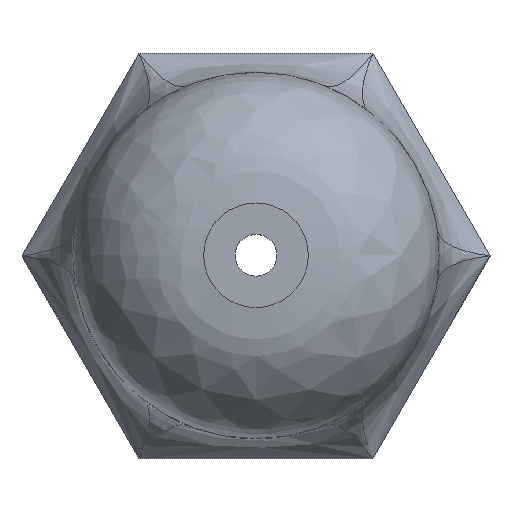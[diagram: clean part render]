
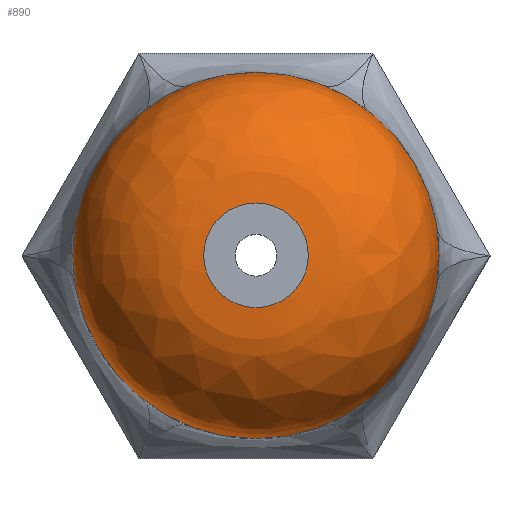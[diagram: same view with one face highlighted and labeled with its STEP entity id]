
A CAD part, top view. The second image highlights one B-rep face of the part: STEP entity #890.
In plain terms, the highlighted free-form (B-spline) face has degree [2, 2] with [3, 9] control points.
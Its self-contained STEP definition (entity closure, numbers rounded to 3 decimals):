
#15=(
BOUNDED_SURFACE()
B_SPLINE_SURFACE(2,2,((#3396,#3397,#3398,#3399,#3400,#3401,#3402,#3403,
#3404),(#3405,#3406,#3407,#3408,#3409,#3410,#3411,#3412,#3413),(#3414,#3415,
#3416,#3417,#3418,#3419,#3420,#3421,#3422)),.UNSPECIFIED.,.F.,.T.,.F.)
B_SPLINE_SURFACE_WITH_KNOTS((3,3),(3,2,2,2,3),(0.,1.571),(-3.142,
-1.571,0.,1.571,3.142),.UNSPECIFIED.)
GEOMETRIC_REPRESENTATION_ITEM()
RATIONAL_B_SPLINE_SURFACE(((1.,0.707,1.,0.707,1.,
0.707,1.,0.707,1.),(0.707,0.5,0.707,
0.5,0.707,0.5,0.707,0.5,0.707),(1.,
0.707,1.,0.707,1.,0.707,1.,0.707,
1.)))
REPRESENTATION_ITEM('')
SURFACE()
);
#85=FACE_OUTER_BOUND('',#138,.T.);
#138=EDGE_LOOP('',(#778,#779,#780,#781,#782));
#236=CIRCLE('',#961,3.5);
#237=CIRCLE('',#962,3.5);
#238=CIRCLE('',#963,1.);
#239=CIRCLE('',#964,2.5);
#405=VERTEX_POINT('',#3391);
#406=VERTEX_POINT('',#3392);
#407=VERTEX_POINT('',#3423);
#532=EDGE_CURVE('',#405,#406,#236,.T.);
#534=EDGE_CURVE('',#406,#405,#237,.T.);
#535=EDGE_CURVE('',#407,#407,#238,.T.);
#536=EDGE_CURVE('',#407,#406,#239,.T.);
#778=ORIENTED_EDGE('',*,*,#535,.T.);
#779=ORIENTED_EDGE('',*,*,#536,.T.);
#780=ORIENTED_EDGE('',*,*,#534,.T.);
#781=ORIENTED_EDGE('',*,*,#532,.T.);
#782=ORIENTED_EDGE('',*,*,#536,.F.);
#890=ADVANCED_FACE('',(#85),#15,.F.);
#961=AXIS2_PLACEMENT_3D('',#3393,#1102,#1103);
#962=AXIS2_PLACEMENT_3D('',#3395,#1105,#1106);
#963=AXIS2_PLACEMENT_3D('',#3424,#1107,#1108);
#964=AXIS2_PLACEMENT_3D('',#3425,#1109,#1110);
#1102=DIRECTION('center_axis',(0.,0.,1.));
#1103=DIRECTION('ref_axis',(-1.,0.,0.));
#1105=DIRECTION('center_axis',(0.,0.,1.));
#1106=DIRECTION('ref_axis',(-1.,0.,0.));
#1107=DIRECTION('center_axis',(0.,0.,-1.));
#1108=DIRECTION('ref_axis',(-1.,0.,0.));
#1109=DIRECTION('center_axis',(0.,-1.,0.));
#1110=DIRECTION('ref_axis',(-1.,0.,0.));
#3391=CARTESIAN_POINT('',(3.5,0.,7.81));
#3392=CARTESIAN_POINT('',(-3.5,0.,7.81));
#3393=CARTESIAN_POINT('Origin',(0.,0.,7.81));
#3395=CARTESIAN_POINT('Origin',(0.,0.,7.81));
#3396=CARTESIAN_POINT('Ctrl Pts',(-3.5,0.,7.81));
#3397=CARTESIAN_POINT('Ctrl Pts',(-3.5,-3.5,7.81));
#3398=CARTESIAN_POINT('Ctrl Pts',(0.,-3.5,7.81));
#3399=CARTESIAN_POINT('Ctrl Pts',(3.5,-3.5,7.81));
#3400=CARTESIAN_POINT('Ctrl Pts',(3.5,0.,7.81));
#3401=CARTESIAN_POINT('Ctrl Pts',(3.5,3.5,7.81));
#3402=CARTESIAN_POINT('Ctrl Pts',(0.,3.5,7.81));
#3403=CARTESIAN_POINT('Ctrl Pts',(-3.5,3.5,7.81));
#3404=CARTESIAN_POINT('Ctrl Pts',(-3.5,0.,7.81));
#3405=CARTESIAN_POINT('Ctrl Pts',(-3.5,0.,10.31));
#3406=CARTESIAN_POINT('Ctrl Pts',(-3.5,-3.5,10.31));
#3407=CARTESIAN_POINT('Ctrl Pts',(0.,-3.5,10.31));
#3408=CARTESIAN_POINT('Ctrl Pts',(3.5,-3.5,10.31));
#3409=CARTESIAN_POINT('Ctrl Pts',(3.5,0.,10.31));
#3410=CARTESIAN_POINT('Ctrl Pts',(3.5,3.5,10.31));
#3411=CARTESIAN_POINT('Ctrl Pts',(0.,3.5,10.31));
#3412=CARTESIAN_POINT('Ctrl Pts',(-3.5,3.5,10.31));
#3413=CARTESIAN_POINT('Ctrl Pts',(-3.5,0.,10.31));
#3414=CARTESIAN_POINT('Ctrl Pts',(-1.,0.,10.31));
#3415=CARTESIAN_POINT('Ctrl Pts',(-1.,-1.,10.31));
#3416=CARTESIAN_POINT('Ctrl Pts',(0.,-1.,10.31));
#3417=CARTESIAN_POINT('Ctrl Pts',(1.,-1.,10.31));
#3418=CARTESIAN_POINT('Ctrl Pts',(1.,0.,10.31));
#3419=CARTESIAN_POINT('Ctrl Pts',(1.,1.,10.31));
#3420=CARTESIAN_POINT('Ctrl Pts',(0.,1.,10.31));
#3421=CARTESIAN_POINT('Ctrl Pts',(-1.,1.,10.31));
#3422=CARTESIAN_POINT('Ctrl Pts',(-1.,0.,10.31));
#3423=CARTESIAN_POINT('',(-1.,0.,10.31));
#3424=CARTESIAN_POINT('Origin',(0.,0.,10.31));
#3425=CARTESIAN_POINT('Origin',(-1.,0.,7.81));
